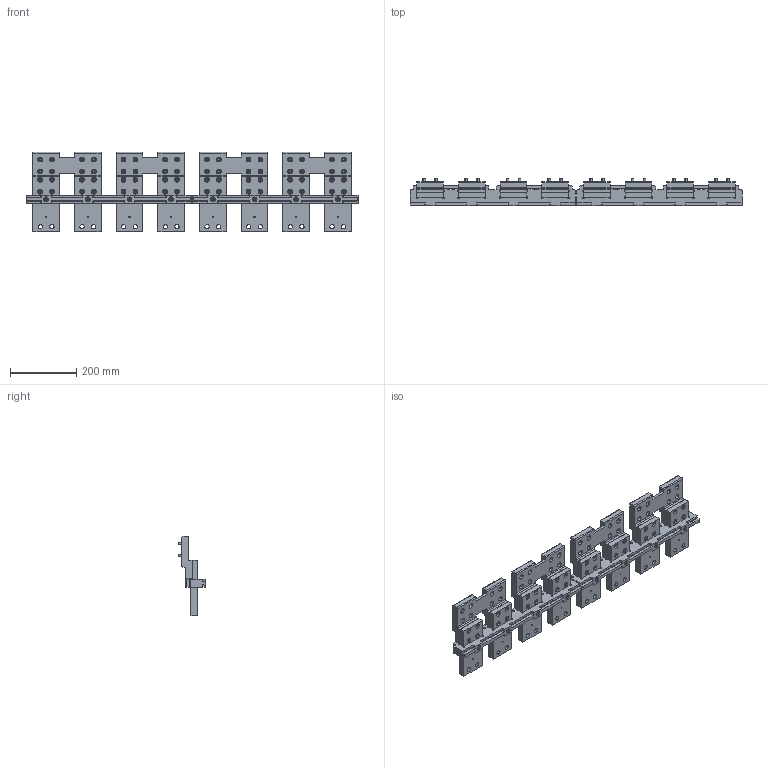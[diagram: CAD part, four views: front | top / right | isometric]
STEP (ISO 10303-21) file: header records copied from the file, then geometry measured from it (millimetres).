
FILE_DESCRIPTION(('CATIA V5 STEP Exchange'),'2;1');
FILE_NAME('1SDH001252R0335_E6.2_IV_FS_F_TERMINALS_F_LOWER.stp','2014-11-06T16:21:34+00:00',('none'),('none'),'CATIA Version 5 Release 20 SP 6 (IN-10)','CATIA V5 STEP AP214','none');
FILE_SCHEMA(('AUTOMOTIVE_DESIGN { 1 0 10303 214 1 1 1 1 }'));
Products named in the file (1): 1SDH001252R0335_E6.2_IV_FS_F_TERMINALS_F_LOWER
Bounding box: 1004 x 83.4 x 240 mm (x, y, z)
Volume: 4692816.4 mm3; surface area: 902417.2 mm2
Topology: 158 solids, 158 shells, 3256 faces, 8204 edges, 5304 vertices
Faces by surface type: plane 1644, cylinder 1292, sphere 176, cone 144
Entity records: 94986 total; most frequent: CARTESIAN_POINT 21421, ORIENTED_EDGE 16056, DIRECTION 11820, EDGE_CURVE 8028, VERTEX_POINT 5304, AXIS2_PLACEMENT_3D 5297, VECTOR 4124, LINE 4124
